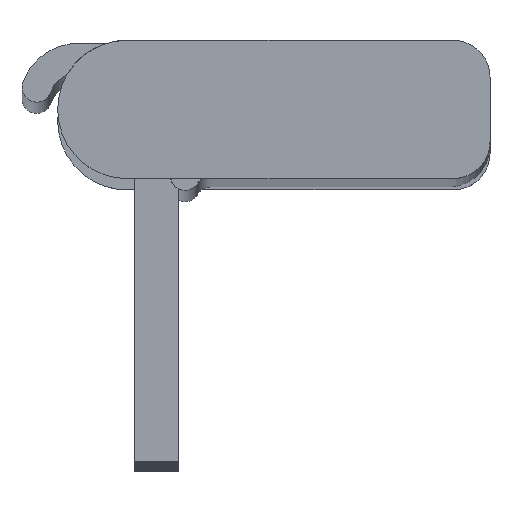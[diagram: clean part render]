
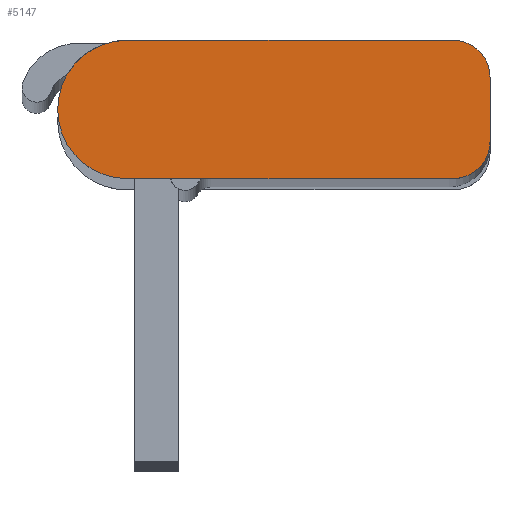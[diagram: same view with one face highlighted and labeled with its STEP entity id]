
A CAD part, top view. The second image highlights one B-rep face of the part: STEP entity #5147.
In plain terms, the highlighted planar face has unit normal (0, 0, 1).
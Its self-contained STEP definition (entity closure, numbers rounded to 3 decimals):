
#42=PLANE('',#5450);
#274=CIRCLE('',#5445,1.25);
#277=CIRCLE('',#5451,1.25);
#278=CIRCLE('',#5452,2.35);
#733=ORIENTED_EDGE('',*,*,#1800,.T.);
#734=ORIENTED_EDGE('',*,*,#1801,.T.);
#735=ORIENTED_EDGE('',*,*,#1773,.T.);
#736=ORIENTED_EDGE('',*,*,#1793,.T.);
#737=ORIENTED_EDGE('',*,*,#1796,.T.);
#738=ORIENTED_EDGE('',*,*,#1802,.T.);
#1773=EDGE_CURVE('',#2316,#2315,#2644,.T.);
#1793=EDGE_CURVE('',#2315,#2326,#274,.T.);
#1796=EDGE_CURVE('',#2326,#2328,#2655,.T.);
#1800=EDGE_CURVE('',#2330,#2331,#2658,.T.);
#1801=EDGE_CURVE('',#2331,#2316,#277,.T.);
#1802=EDGE_CURVE('',#2328,#2330,#278,.T.);
#2315=VERTEX_POINT('',#7284);
#2316=VERTEX_POINT('',#7286);
#2326=VERTEX_POINT('',#7325);
#2328=VERTEX_POINT('',#7331);
#2330=VERTEX_POINT('',#7339);
#2331=VERTEX_POINT('',#7340);
#2644=LINE('',#7285,#3027);
#2655=LINE('',#7330,#3038);
#2658=LINE('',#7338,#3041);
#3027=VECTOR('',#6061,1000.);
#3038=VECTOR('',#6116,1000.);
#3041=VECTOR('',#6125,1000.);
#3335=EDGE_LOOP('',(#733,#734,#735,#736,#737,#738));
#3528=FACE_BOUND('',#3335,.T.);
#5147=ADVANCED_FACE('',(#3528),#42,.T.);
#5445=AXIS2_PLACEMENT_3D('',#7324,#6109,#6110);
#5450=AXIS2_PLACEMENT_3D('',#7337,#6123,#6124);
#5451=AXIS2_PLACEMENT_3D('',#7341,#6126,#6127);
#5452=AXIS2_PLACEMENT_3D('',#7342,#6128,#6129);
#6061=DIRECTION('',(0.,1.,0.));
#6109=DIRECTION('',(0.,0.,1.));
#6110=DIRECTION('',(1.,0.,0.));
#6116=DIRECTION('',(-1.,0.,0.));
#6123=DIRECTION('',(0.,0.,1.));
#6124=DIRECTION('',(1.,0.,0.));
#6125=DIRECTION('',(1.,0.,0.));
#6126=DIRECTION('',(0.,0.,1.));
#6127=DIRECTION('',(1.,0.,0.));
#6128=DIRECTION('',(0.,0.,1.));
#6129=DIRECTION('',(1.,0.,0.));
#7284=CARTESIAN_POINT('',(-17.25,10.103,140.308));
#7285=CARTESIAN_POINT('',(-17.25,11.353,140.308));
#7286=CARTESIAN_POINT('',(-17.25,7.903,140.308));
#7324=CARTESIAN_POINT('',(-18.5,10.103,140.308));
#7325=CARTESIAN_POINT('',(-18.5,11.353,140.308));
#7330=CARTESIAN_POINT('',(-29.6,11.353,140.308));
#7331=CARTESIAN_POINT('',(-29.6,11.353,140.308));
#7337=CARTESIAN_POINT('',(-29.6,9.003,140.308));
#7338=CARTESIAN_POINT('',(-29.6,6.653,140.308));
#7339=CARTESIAN_POINT('',(-29.6,6.653,140.308));
#7340=CARTESIAN_POINT('',(-18.5,6.653,140.308));
#7341=CARTESIAN_POINT('',(-18.5,7.903,140.308));
#7342=CARTESIAN_POINT('',(-29.6,9.003,140.308));
